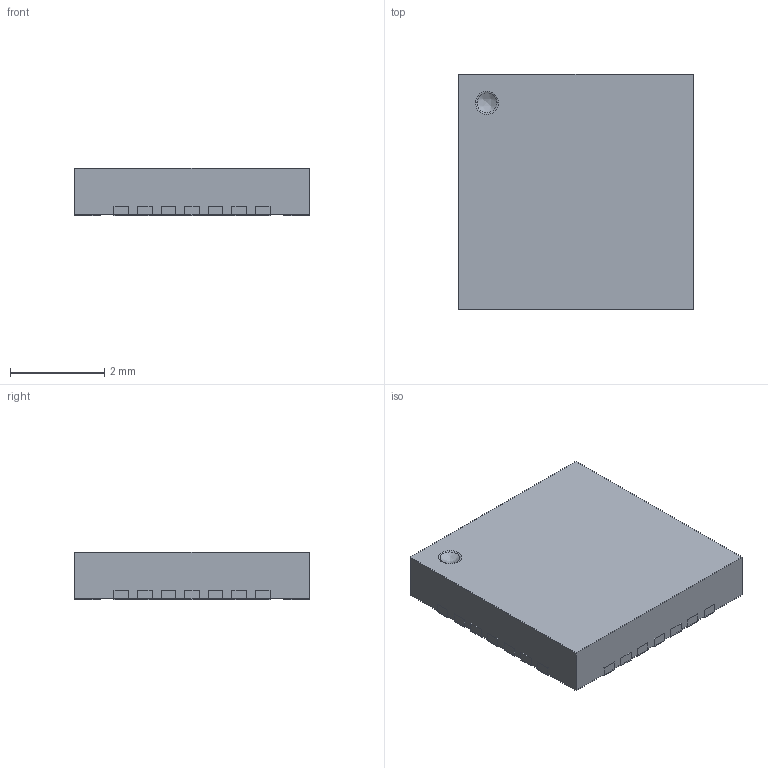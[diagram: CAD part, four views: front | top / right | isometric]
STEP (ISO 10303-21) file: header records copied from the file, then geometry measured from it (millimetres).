
FILE_DESCRIPTION (( 'STEP AP214' ), '1' );
FILE_NAME ('User Library-QFN28-0_5.STEP', '2013-06-30T22:31:30', ( 'Windows User' ), ( '' ), 'SwSTEP 2.0', 'SolidWorks 2013', '' );
FILE_SCHEMA (( 'AUTOMOTIVE_DESIGN' ));
Length unit declared in the file: millimetre
Products named in the file (3): User Library-QFN28-0_5_Fillet; User Library-QFN28-0_5_Fusion; User Library-QFN28-0_5
Assembly tree (2 placements, depth 2):
  User Library-QFN28-0_5
    User Library-QFN28-0_5_Fusion
    User Library-QFN28-0_5_Fillet
Bounding box: 5 x 5 x 1 mm (x, y, z)
Surface area: 107.5 mm2
Topology: 30 solids, 30 shells, 239 faces, 534 edges, 356 vertices
Faces by surface type: plane 180, cylinder 56, bspline 3
Entity records: 9742 total; most frequent: CARTESIAN_POINT 1311, DIRECTION 1122, ORIENTED_EDGE 1068, EDGE_CURVE 534, LINE 416, VECTOR 416, VERTEX_POINT 356, AXIS2_PLACEMENT_3D 353
